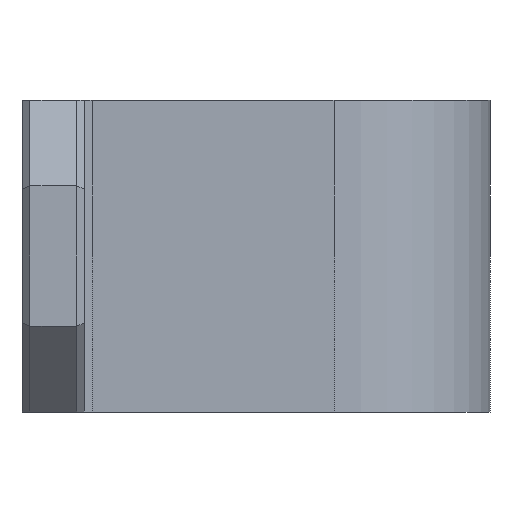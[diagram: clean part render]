
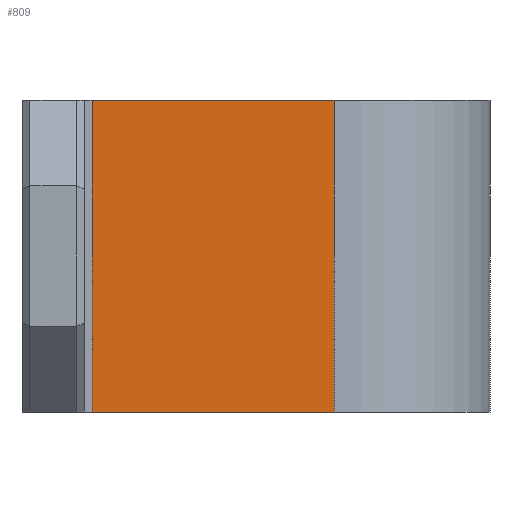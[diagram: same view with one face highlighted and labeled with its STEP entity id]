
A CAD part, left-side view. The second image highlights one B-rep face of the part: STEP entity #809.
In plain terms, the highlighted planar face has unit normal (-1, 0, 0).
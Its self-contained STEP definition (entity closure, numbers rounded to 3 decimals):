
#72=FACE_OUTER_BOUND('',#118,.T.);
#118=EDGE_LOOP('',(#718,#719,#720,#721));
#142=LINE('',#1141,#244);
#166=LINE('',#1199,#268);
#203=LINE('',#1271,#305);
#221=LINE('',#1313,#323);
#244=VECTOR('',#917,10.);
#268=VECTOR('',#957,10.);
#305=VECTOR('',#1032,10.);
#323=VECTOR('',#1082,10.);
#346=VERTEX_POINT('',#1138);
#347=VERTEX_POINT('',#1140);
#372=VERTEX_POINT('',#1196);
#373=VERTEX_POINT('',#1198);
#420=EDGE_CURVE('',#346,#347,#142,.T.);
#449=EDGE_CURVE('',#372,#373,#166,.T.);
#487=EDGE_CURVE('',#373,#346,#203,.T.);
#507=EDGE_CURVE('',#347,#372,#221,.T.);
#718=ORIENTED_EDGE('',*,*,#487,.F.);
#719=ORIENTED_EDGE('',*,*,#449,.F.);
#720=ORIENTED_EDGE('',*,*,#507,.F.);
#721=ORIENTED_EDGE('',*,*,#420,.F.);
#768=PLANE('',#881);
#809=ADVANCED_FACE('',(#72),#768,.T.);
#881=AXIS2_PLACEMENT_3D('',#1314,#1083,#1084);
#917=DIRECTION('',(0.,-1.,0.));
#957=DIRECTION('',(0.,1.,0.));
#1032=DIRECTION('',(0.,0.,1.));
#1082=DIRECTION('',(0.,0.,-1.));
#1083=DIRECTION('center_axis',(-1.,0.,0.));
#1084=DIRECTION('ref_axis',(0.,-1.,0.));
#1138=CARTESIAN_POINT('',(-12.5,-4.5,10.));
#1140=CARTESIAN_POINT('',(-12.5,-20.,10.));
#1141=CARTESIAN_POINT('',(-12.5,-20.,10.));
#1196=CARTESIAN_POINT('',(-12.5,-20.,-10.));
#1198=CARTESIAN_POINT('',(-12.5,-4.5,-10.));
#1199=CARTESIAN_POINT('',(-12.5,-20.,-10.));
#1271=CARTESIAN_POINT('',(-12.5,-4.5,0.));
#1313=CARTESIAN_POINT('',(-12.5,-20.,0.));
#1314=CARTESIAN_POINT('Origin',(-12.5,-4.,0.));
